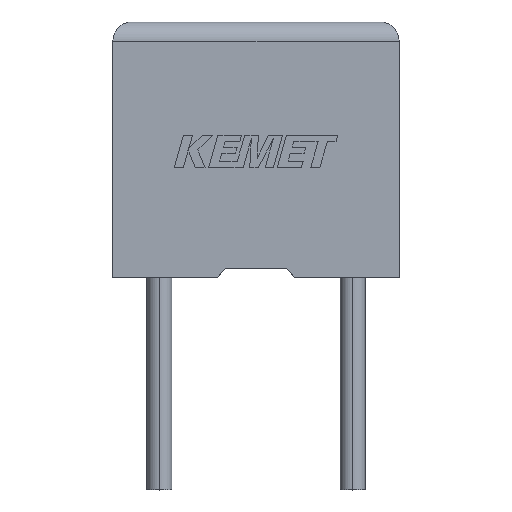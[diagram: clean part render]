
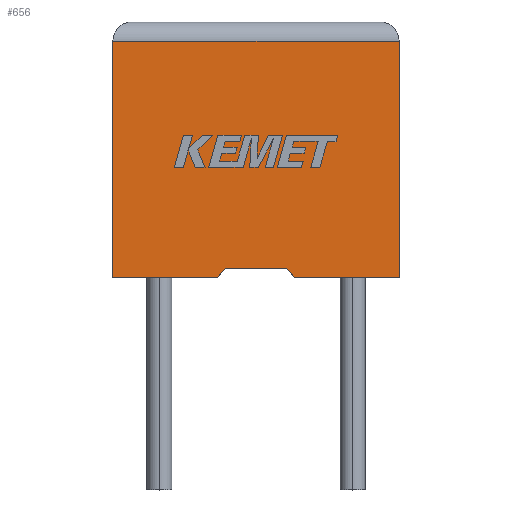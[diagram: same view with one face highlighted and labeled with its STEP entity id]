
A CAD part, top view. The second image highlights one B-rep face of the part: STEP entity #656.
In plain terms, the highlighted planar face has unit normal (0, 0, 1).
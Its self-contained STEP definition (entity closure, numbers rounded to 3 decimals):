
#102 = CARTESIAN_POINT ( 'NONE',  ( 0., 0., 2.7 ) ) ;
#103 = EDGE_CURVE ( 'NONE', #3008, #1947, #439, .T. ) ;
#152 = CARTESIAN_POINT ( 'NONE',  ( 0., 0., 2.7 ) ) ;
#269 = EDGE_CURVE ( 'NONE', #1947, #2042, #1717, .T. ) ;
#426 = FACE_OUTER_BOUND ( 'NONE', #1061, .T. ) ;
#427 = DIRECTION ( 'NONE',  ( 0., -1., 0. ) ) ;
#430 = ORIENTED_EDGE ( 'NONE', *, *, #1451, .F. ) ;
#439 = LINE ( 'NONE', #1497, #1683 ) ;
#481 = VECTOR ( 'NONE', #1564, 1000. ) ;
#562 = EDGE_CURVE ( 'NONE', #2743, #3008, #2499, .T. ) ;
#655 = ORIENTED_EDGE ( 'NONE', *, *, #103, .T. ) ;
#656 = ADVANCED_FACE ( 'NONE', ( #426 ), #1036, .F. ) ;
#658 = EDGE_CURVE ( 'NONE', #2042, #1593, #3035, .T. ) ;
#801 = VECTOR ( 'NONE', #427, 1000. ) ;
#844 = CARTESIAN_POINT ( 'NONE',  ( 3.7, 0.228, 2.7 ) ) ;
#872 = DIRECTION ( 'NONE',  ( -0.67, -0.742, 0. ) ) ;
#972 = VECTOR ( 'NONE', #2645, 1000. ) ;
#993 = ORIENTED_EDGE ( 'NONE', *, *, #562, .T. ) ;
#1001 = ORIENTED_EDGE ( 'NONE', *, *, #1179, .F. ) ;
#1036 = PLANE ( 'NONE',  #1159 ) ;
#1061 = EDGE_LOOP ( 'NONE', ( #993, #655, #1558, #1297, #430, #1001, #2557, #1790 ) ) ;
#1071 = CARTESIAN_POINT ( 'NONE',  ( 0., 0., 2.7 ) ) ;
#1086 = VECTOR ( 'NONE', #1287, 1000. ) ;
#1111 = CARTESIAN_POINT ( 'NONE',  ( 4.495, 0.228, 2.7 ) ) ;
#1157 = VECTOR ( 'NONE', #1771, 1000. ) ;
#1159 = AXIS2_PLACEMENT_3D ( 'NONE', #102, #2708, #2936 ) ;
#1173 = CARTESIAN_POINT ( 'NONE',  ( 2.7, 0., 2.7 ) ) ;
#1179 = EDGE_CURVE ( 'NONE', #2216, #2628, #1382, .T. ) ;
#1232 = VECTOR ( 'NONE', #2739, 1000. ) ;
#1233 = EDGE_CURVE ( 'NONE', #2533, #2743, #2301, .T. ) ;
#1253 = CARTESIAN_POINT ( 'NONE',  ( 7.4, 6.1, 2.7 ) ) ;
#1287 = DIRECTION ( 'NONE',  ( 1., 0., 0. ) ) ;
#1297 = ORIENTED_EDGE ( 'NONE', *, *, #658, .T. ) ;
#1380 = VECTOR ( 'NONE', #872, 1000. ) ;
#1382 = LINE ( 'NONE', #844, #1232 ) ;
#1451 = EDGE_CURVE ( 'NONE', #2628, #1593, #1887, .T. ) ;
#1497 = CARTESIAN_POINT ( 'NONE',  ( 0., 6.1, 2.7 ) ) ;
#1505 = CARTESIAN_POINT ( 'NONE',  ( 0., 6.1, 2.7 ) ) ;
#1528 = CARTESIAN_POINT ( 'NONE',  ( 0., 0., 2.7 ) ) ;
#1558 = ORIENTED_EDGE ( 'NONE', *, *, #269, .T. ) ;
#1564 = DIRECTION ( 'NONE',  ( 0.67, -0.742, 0. ) ) ;
#1593 = VERTEX_POINT ( 'NONE', #1173 ) ;
#1683 = VECTOR ( 'NONE', #2444, 1000. ) ;
#1717 = LINE ( 'NONE', #2355, #801 ) ;
#1739 = CARTESIAN_POINT ( 'NONE',  ( 7.4, 0., 2.7 ) ) ;
#1771 = DIRECTION ( 'NONE',  ( 1., 0., 0. ) ) ;
#1790 = ORIENTED_EDGE ( 'NONE', *, *, #1233, .T. ) ;
#1887 = LINE ( 'NONE', #2330, #1380 ) ;
#1947 = VERTEX_POINT ( 'NONE', #1505 ) ;
#1986 = LINE ( 'NONE', #2299, #481 ) ;
#2042 = VERTEX_POINT ( 'NONE', #1071 ) ;
#2173 = EDGE_CURVE ( 'NONE', #2216, #2533, #1986, .T. ) ;
#2216 = VERTEX_POINT ( 'NONE', #1111 ) ;
#2299 = CARTESIAN_POINT ( 'NONE',  ( 4.7, 0., 2.7 ) ) ;
#2301 = LINE ( 'NONE', #152, #1157 ) ;
#2330 = CARTESIAN_POINT ( 'NONE',  ( 2.7, 0., 2.7 ) ) ;
#2355 = CARTESIAN_POINT ( 'NONE',  ( 0., 0., 2.7 ) ) ;
#2444 = DIRECTION ( 'NONE',  ( -1., 0., 0. ) ) ;
#2499 = LINE ( 'NONE', #1739, #972 ) ;
#2533 = VERTEX_POINT ( 'NONE', #2672 ) ;
#2557 = ORIENTED_EDGE ( 'NONE', *, *, #2173, .T. ) ;
#2628 = VERTEX_POINT ( 'NONE', #2711 ) ;
#2645 = DIRECTION ( 'NONE',  ( 0., 1., 0. ) ) ;
#2672 = CARTESIAN_POINT ( 'NONE',  ( 4.7, 0., 2.7 ) ) ;
#2708 = DIRECTION ( 'NONE',  ( 0., 0., -1. ) ) ;
#2711 = CARTESIAN_POINT ( 'NONE',  ( 2.905, 0.228, 2.7 ) ) ;
#2739 = DIRECTION ( 'NONE',  ( -1., 0., 0. ) ) ;
#2743 = VERTEX_POINT ( 'NONE', #3027 ) ;
#2936 = DIRECTION ( 'NONE',  ( -1., 0., 0. ) ) ;
#3008 = VERTEX_POINT ( 'NONE', #1253 ) ;
#3027 = CARTESIAN_POINT ( 'NONE',  ( 7.4, 0., 2.7 ) ) ;
#3035 = LINE ( 'NONE', #1528, #1086 ) ;
